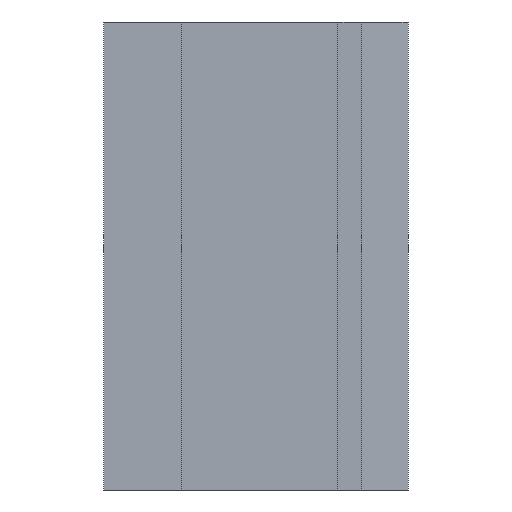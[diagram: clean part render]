
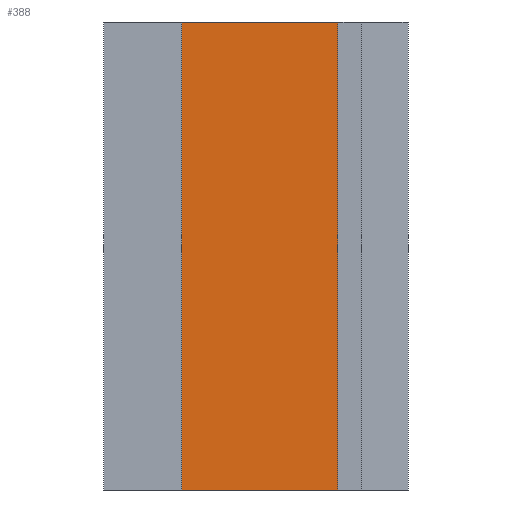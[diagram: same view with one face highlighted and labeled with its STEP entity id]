
A CAD part, left-side view. The second image highlights one B-rep face of the part: STEP entity #388.
In plain terms, the highlighted planar face has unit normal (-1, 0, 0).
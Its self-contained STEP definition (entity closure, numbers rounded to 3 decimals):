
#28=ORIENTED_EDGE('',*,*,#135,.T.);
#29=ORIENTED_EDGE('',*,*,#136,.F.);
#30=ORIENTED_EDGE('',*,*,#137,.F.);
#31=ORIENTED_EDGE('',*,*,#133,.T.);
#133=EDGE_CURVE('',#187,#186,#223,.T.);
#135=EDGE_CURVE('',#186,#188,#225,.T.);
#136=EDGE_CURVE('',#189,#188,#226,.T.);
#137=EDGE_CURVE('',#187,#189,#227,.T.);
#186=VERTEX_POINT('',#547);
#187=VERTEX_POINT('',#549);
#188=VERTEX_POINT('',#553);
#189=VERTEX_POINT('',#555);
#223=LINE('',#548,#277);
#225=LINE('',#552,#279);
#226=LINE('',#554,#280);
#227=LINE('',#556,#281);
#277=VECTOR('',#450,1000.);
#279=VECTOR('',#454,1000.);
#280=VECTOR('',#455,1000.);
#281=VECTOR('',#456,1000.);
#328=EDGE_LOOP('',(#28,#29,#30,#31));
#348=FACE_BOUND('',#328,.T.);
#368=PLANE('',#421);
#388=ADVANCED_FACE('',(#348),#368,.F.);
#421=AXIS2_PLACEMENT_3D('',#551,#452,#453);
#450=DIRECTION('',(0.,0.,-1.));
#452=DIRECTION('',(1.,0.,0.));
#453=DIRECTION('',(0.,1.,0.));
#454=DIRECTION('',(0.,-1.,0.));
#455=DIRECTION('',(0.,0.,-1.));
#456=DIRECTION('',(0.,-1.,0.));
#547=CARTESIAN_POINT('',(-2.6,-1.,0.));
#548=CARTESIAN_POINT('',(-2.6,-1.,6.));
#549=CARTESIAN_POINT('',(-2.6,-1.,6.));
#551=CARTESIAN_POINT('',(-2.6,-1.,6.));
#552=CARTESIAN_POINT('',(-2.6,-1.,0.));
#553=CARTESIAN_POINT('',(-2.6,-3.,0.));
#554=CARTESIAN_POINT('',(-2.6,-3.,6.));
#555=CARTESIAN_POINT('',(-2.6,-3.,6.));
#556=CARTESIAN_POINT('',(-2.6,-1.,6.));
